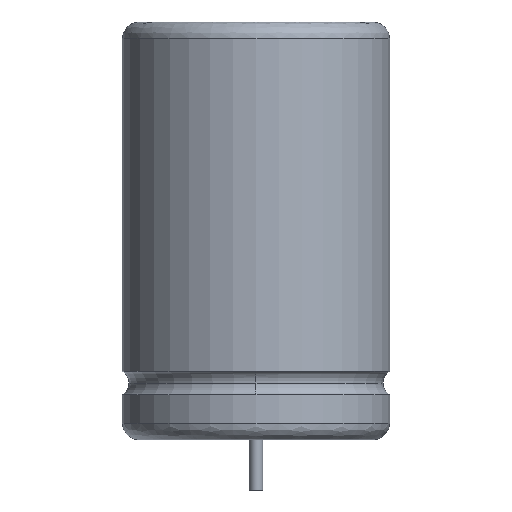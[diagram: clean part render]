
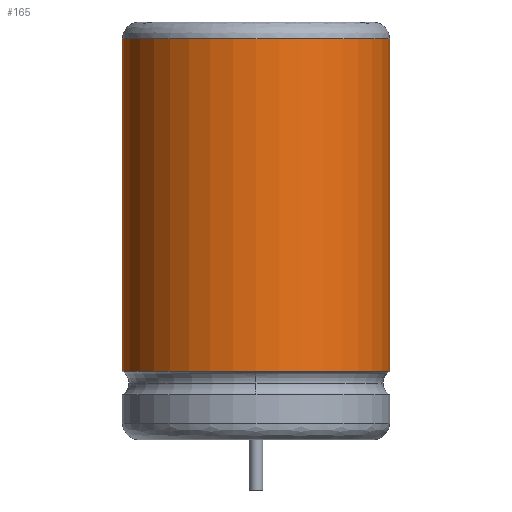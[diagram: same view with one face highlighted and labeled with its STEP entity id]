
A CAD part, left-side view. The second image highlights one B-rep face of the part: STEP entity #165.
In plain terms, the highlighted cylindrical face has radius 8 mm (diameter 16 mm), a partial arc.
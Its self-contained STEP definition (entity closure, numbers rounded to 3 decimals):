
#13=DIRECTION('',(0.,0.,1.));
#45=DIRECTION('',(0.,0.,-1.));
#66=DIRECTION('',(0.94,-0.342,0.));
#106=VERTEX_POINT('',#107);
#107=CARTESIAN_POINT('',(7.518,2.736,24.));
#108=VERTEX_POINT('',#109);
#109=CARTESIAN_POINT('',(7.518,-2.736,24.));
#112=CARTESIAN_POINT('',(0.,0.,24.));
#132=EDGE_CURVE('',#108,#106,#133,.T.);
#133=CIRCLE('',#134,8.);
#134=AXIS2_PLACEMENT_3D('',#112,#45,#66);
#143=EDGE_CURVE('',#144,#106,#146,.T.);
#144=VERTEX_POINT('',#145);
#145=CARTESIAN_POINT('',(7.518,2.736,4.093));
#146=LINE('',#147,#148);
#147=CARTESIAN_POINT('',(7.518,2.736,1.));
#148=VECTOR('',#13,1.);
#151=VERTEX_POINT('',#152);
#152=CARTESIAN_POINT('',(7.518,-2.736,4.093));
#153=CIRCLE('',#154,8.);
#154=AXIS2_PLACEMENT_3D('',#155,#45,#156);
#155=CARTESIAN_POINT('',(0.,0.,4.093));
#156=DIRECTION('',(0.,1.,0.));
#158=EDGE_CURVE('',#151,#108,#159,.T.);
#159=LINE('',#160,#148);
#160=CARTESIAN_POINT('',(7.518,-2.736,1.));
#164=CARTESIAN_POINT('',(0.,0.,1.));
#165=ADVANCED_FACE('',(#166),#177,.T.);
#166=FACE_BOUND('',#167,.F.);
#167=EDGE_LOOP('',(#168,#169,#173,#175,#176));
#168=ORIENTED_EDGE('',*,*,#158,.F.);
#169=ORIENTED_EDGE('',*,*,#170,.T.);
#170=EDGE_CURVE('',#151,#171,#153,.T.);
#171=VERTEX_POINT('',#172);
#172=CARTESIAN_POINT('',(-8.,0.,4.093));
#173=ORIENTED_EDGE('',*,*,#174,.T.);
#174=EDGE_CURVE('',#171,#144,#153,.T.);
#175=ORIENTED_EDGE('',*,*,#143,.T.);
#176=ORIENTED_EDGE('',*,*,#132,.F.);
#177=CYLINDRICAL_SURFACE('',#178,8.);
#178=AXIS2_PLACEMENT_3D('',#164,#13,#66);
